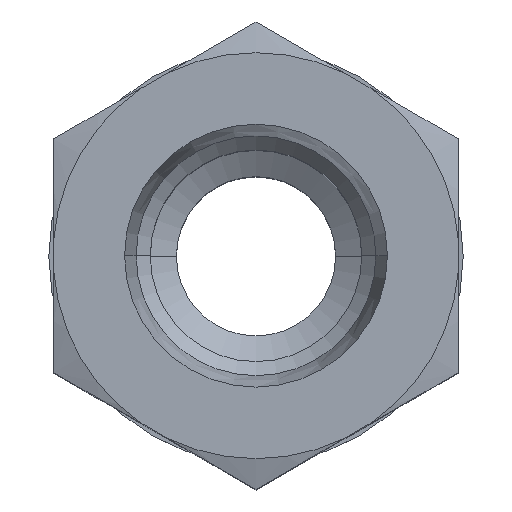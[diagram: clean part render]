
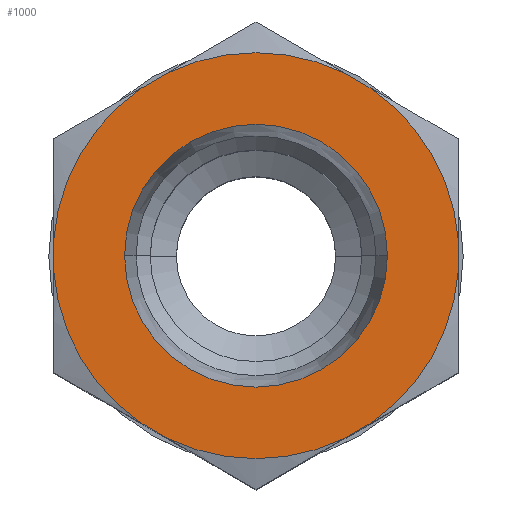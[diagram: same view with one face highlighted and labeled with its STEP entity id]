
A CAD part, top view. The second image highlights one B-rep face of the part: STEP entity #1000.
In plain terms, the highlighted planar face has unit normal (0, 0, 1).
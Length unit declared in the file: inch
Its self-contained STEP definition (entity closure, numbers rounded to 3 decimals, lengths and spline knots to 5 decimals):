
#165=CARTESIAN_POINT('',(0.16377,-0.33846,-0.001));
#167=DIRECTION('',(-0.866,-0.5,0.));
#168=VECTOR('',#167,0.0548);
#169=CARTESIAN_POINT('',(0.21123,-0.31106,-0.001));
#170=LINE('',#169,#168);
#171=CARTESIAN_POINT('',(0.21123,-0.31106,-0.001));
#195=CARTESIAN_POINT('',(0.,0.,-0.001));
#196=DIRECTION('',(0.,0.,1.));
#197=DIRECTION('',(0.436,0.9,0.));
#198=AXIS2_PLACEMENT_3D('',#195,#196,#197);
#200=CARTESIAN_POINT('',(0.,0.,-0.001));
#201=DIRECTION('',(0.,0.,1.));
#202=DIRECTION('',(-0.436,-0.9,0.));
#203=AXIS2_PLACEMENT_3D('',#200,#201,#202);
#211=CARTESIAN_POINT('',(0.375,-0.0274,-0.001));
#213=DIRECTION('',(0.,1.,0.));
#214=VECTOR('',#213,0.0548);
#215=CARTESIAN_POINT('',(0.375,-0.0274,-0.001));
#216=LINE('',#215,#214);
#217=CARTESIAN_POINT('',(0.375,0.0274,-0.001));
#241=CARTESIAN_POINT('',(0.,0.,-0.001));
#242=DIRECTION('',(0.,0.,-1.));
#243=DIRECTION('',(-1.,0.,0.));
#244=AXIS2_PLACEMENT_3D('',#241,#242,#243);
#246=CARTESIAN_POINT('',(0.,0.,-0.001));
#247=DIRECTION('',(0.,0.,1.));
#248=DIRECTION('',(-1.,0.,0.));
#249=AXIS2_PLACEMENT_3D('',#246,#247,#248);
#251=CARTESIAN_POINT('',(0.,0.,-0.001));
#252=DIRECTION('',(0.,0.,1.));
#253=DIRECTION('',(0.997,0.073,0.));
#254=AXIS2_PLACEMENT_3D('',#251,#252,#253);
#256=CARTESIAN_POINT('',(0.,0.,-0.001));
#257=DIRECTION('',(0.,0.,1.));
#258=DIRECTION('',(0.562,-0.827,0.));
#259=AXIS2_PLACEMENT_3D('',#256,#257,#258);
#261=CARTESIAN_POINT('',(0.,0.,-0.001));
#262=DIRECTION('',(0.,0.,1.));
#263=DIRECTION('',(-0.997,-0.073,0.));
#264=AXIS2_PLACEMENT_3D('',#261,#262,#263);
#266=CARTESIAN_POINT('',(0.,0.,-0.001));
#267=DIRECTION('',(0.,0.,1.));
#268=DIRECTION('',(-0.562,0.827,0.));
#269=AXIS2_PLACEMENT_3D('',#266,#267,#268);
#477=CARTESIAN_POINT('',(0.21123,0.31106,-0.001));
#479=DIRECTION('',(-0.866,0.5,0.));
#480=VECTOR('',#479,0.0548);
#481=CARTESIAN_POINT('',(0.21123,0.31106,-0.001));
#482=LINE('',#481,#480);
#483=CARTESIAN_POINT('',(0.16377,0.33846,-0.001));
#513=CARTESIAN_POINT('',(-0.16377,0.33846,-0.001));
#515=DIRECTION('',(0.866,0.5,0.));
#516=VECTOR('',#515,0.0548);
#517=CARTESIAN_POINT('',(-0.21123,0.31106,-0.001));
#518=LINE('',#517,#516);
#519=CARTESIAN_POINT('',(-0.21123,0.31106,-0.001));
#549=CARTESIAN_POINT('',(-0.375,0.0274,-0.001));
#551=DIRECTION('',(0.,-1.,0.));
#552=VECTOR('',#551,0.0548);
#553=CARTESIAN_POINT('',(-0.375,0.0274,-0.001));
#554=LINE('',#553,#552);
#555=CARTESIAN_POINT('',(-0.375,-0.0274,-0.001));
#585=CARTESIAN_POINT('',(-0.21123,-0.31106,-0.001));
#587=DIRECTION('',(0.866,-0.5,0.));
#588=VECTOR('',#587,0.0548);
#589=CARTESIAN_POINT('',(-0.21123,-0.31106,-0.001));
#590=LINE('',#589,#588);
#591=CARTESIAN_POINT('',(-0.16377,-0.33846,-0.001));
#641=CARTESIAN_POINT('',(-0.2435,0.,-0.001));
#642=VERTEX_POINT('',#641);
#649=CARTESIAN_POINT('',(0.2435,0.,-0.001));
#650=VERTEX_POINT('',#649);
#656=VERTEX_POINT('',#513);
#657=VERTEX_POINT('',#519);
#659=VERTEX_POINT('',#549);
#660=VERTEX_POINT('',#555);
#662=VERTEX_POINT('',#585);
#663=VERTEX_POINT('',#591);
#665=VERTEX_POINT('',#165);
#666=VERTEX_POINT('',#171);
#668=VERTEX_POINT('',#211);
#669=VERTEX_POINT('',#217);
#671=VERTEX_POINT('',#477);
#672=VERTEX_POINT('',#483);
#971=CARTESIAN_POINT('',(0.,0.,-0.001));
#972=DIRECTION('',(0.,0.,1.));
#973=DIRECTION('',(-1.,0.,0.));
#974=AXIS2_PLACEMENT_3D('',#971,#972,#973);
#975=PLANE('',#974);
#976=ORIENTED_EDGE('',*,*,#874,.F.);
#978=ORIENTED_EDGE('',*,*,#977,.F.);
#979=ORIENTED_EDGE('',*,*,#831,.F.);
#980=ORIENTED_EDGE('',*,*,#954,.F.);
#981=ORIENTED_EDGE('',*,*,#851,.F.);
#982=ORIENTED_EDGE('',*,*,#805,.T.);
#983=ORIENTED_EDGE('',*,*,#933,.F.);
#985=ORIENTED_EDGE('',*,*,#984,.F.);
#986=ORIENTED_EDGE('',*,*,#914,.F.);
#988=ORIENTED_EDGE('',*,*,#987,.F.);
#989=ORIENTED_EDGE('',*,*,#893,.F.);
#991=ORIENTED_EDGE('',*,*,#990,.T.);
#992=EDGE_LOOP('',(#976,#978,#979,#980,#981,#982,#983,#985,#986,#988,#989,
#991));
#993=FACE_OUTER_BOUND('',#992,.F.);
#995=ORIENTED_EDGE('',*,*,#994,.F.);
#997=ORIENTED_EDGE('',*,*,#996,.T.);
#998=EDGE_LOOP('',(#995,#997));
#999=FACE_BOUND('',#998,.F.);
#199=CIRCLE('',#198,0.376);
#204=CIRCLE('',#203,0.376);
#245=CIRCLE('',#244,0.2435);
#250=CIRCLE('',#249,0.2435);
#255=CIRCLE('',#254,0.376);
#260=CIRCLE('',#259,0.376);
#265=CIRCLE('',#264,0.376);
#270=CIRCLE('',#269,0.376);
#805=EDGE_CURVE('',#666,#665,#170,.T.);
#831=EDGE_CURVE('',#669,#671,#255,.T.);
#851=EDGE_CURVE('',#666,#668,#260,.T.);
#874=EDGE_CURVE('',#672,#656,#199,.T.);
#893=EDGE_CURVE('',#657,#659,#270,.T.);
#914=EDGE_CURVE('',#660,#662,#265,.T.);
#933=EDGE_CURVE('',#663,#665,#204,.T.);
#954=EDGE_CURVE('',#668,#669,#216,.T.);
#977=EDGE_CURVE('',#671,#672,#482,.T.);
#984=EDGE_CURVE('',#662,#663,#590,.T.);
#987=EDGE_CURVE('',#659,#660,#554,.T.);
#990=EDGE_CURVE('',#657,#656,#518,.T.);
#994=EDGE_CURVE('',#642,#650,#245,.T.);
#996=EDGE_CURVE('',#642,#650,#250,.T.);
#1000=ADVANCED_FACE('',(#993,#999),#975,.T.);
